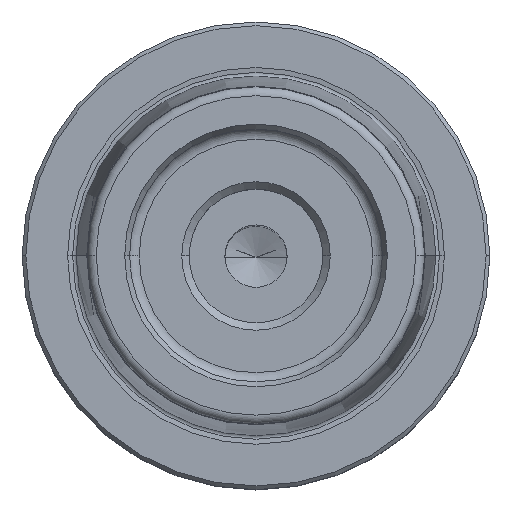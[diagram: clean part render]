
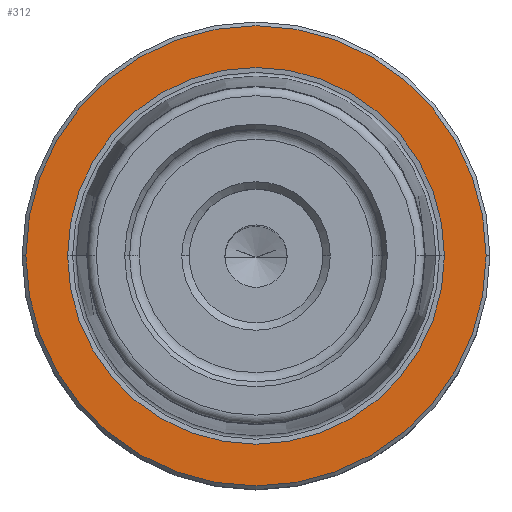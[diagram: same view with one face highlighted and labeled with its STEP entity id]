
A CAD part, top view. The second image highlights one B-rep face of the part: STEP entity #312.
In plain terms, the highlighted planar face has unit normal (0, 0, 1).
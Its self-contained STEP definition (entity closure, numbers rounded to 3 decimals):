
#312=ADVANCED_FACE('',(#398,#399),#379,.T.);
#379=PLANE('',#2049);
#398=FACE_BOUND('',#473,.T.);
#399=FACE_BOUND('',#474,.T.);
#473=EDGE_LOOP('',(#794,#795));
#474=EDGE_LOOP('',(#796,#797));
#794=ORIENTED_EDGE('',*,*,#1308,.T.);
#795=ORIENTED_EDGE('',*,*,#1310,.T.);
#796=ORIENTED_EDGE('',*,*,#1311,.T.);
#797=ORIENTED_EDGE('',*,*,#1312,.T.);
#1114=VERTEX_POINT('',#3172);
#1115=VERTEX_POINT('',#3174);
#1116=VERTEX_POINT('',#3180);
#1117=VERTEX_POINT('',#3181);
#1308=EDGE_CURVE('',#1115,#1114,#1519,.T.);
#1310=EDGE_CURVE('',#1114,#1115,#1520,.T.);
#1311=EDGE_CURVE('',#1116,#1117,#1521,.T.);
#1312=EDGE_CURVE('',#1117,#1116,#1522,.T.);
#1519=CIRCLE('',#2043,31.);
#1520=CIRCLE('',#2045,31.);
#1521=CIRCLE('',#2047,25.374);
#1522=CIRCLE('',#2048,25.374);
#2043=AXIS2_PLACEMENT_3D('',#3173,#2562,#2563);
#2045=AXIS2_PLACEMENT_3D('',#3177,#2567,#2568);
#2047=AXIS2_PLACEMENT_3D('',#3179,#2571,#2572);
#2048=AXIS2_PLACEMENT_3D('',#3182,#2573,#2574);
#2049=AXIS2_PLACEMENT_3D('',#3183,#2575,#2576);
#2562=DIRECTION('',(0.,0.,1.));
#2563=DIRECTION('',(-1.,0.,0.));
#2567=DIRECTION('',(0.,0.,1.));
#2568=DIRECTION('',(1.,0.,0.));
#2571=DIRECTION('',(0.,0.,-1.));
#2572=DIRECTION('',(1.,0.,0.));
#2573=DIRECTION('',(0.,0.,-1.));
#2574=DIRECTION('',(-1.,0.,0.));
#2575=DIRECTION('',(0.,0.,1.));
#2576=DIRECTION('',(-1.,0.,0.));
#3172=CARTESIAN_POINT('',(31.,0.,0.));
#3173=CARTESIAN_POINT('',(0.,0.,0.));
#3174=CARTESIAN_POINT('',(-31.,0.,0.));
#3177=CARTESIAN_POINT('',(0.,0.,0.));
#3179=CARTESIAN_POINT('',(0.,0.,0.));
#3180=CARTESIAN_POINT('',(25.374,0.,0.));
#3181=CARTESIAN_POINT('',(-25.374,0.,0.));
#3182=CARTESIAN_POINT('',(0.,0.,0.));
#3183=CARTESIAN_POINT('',(0.,0.,0.));
